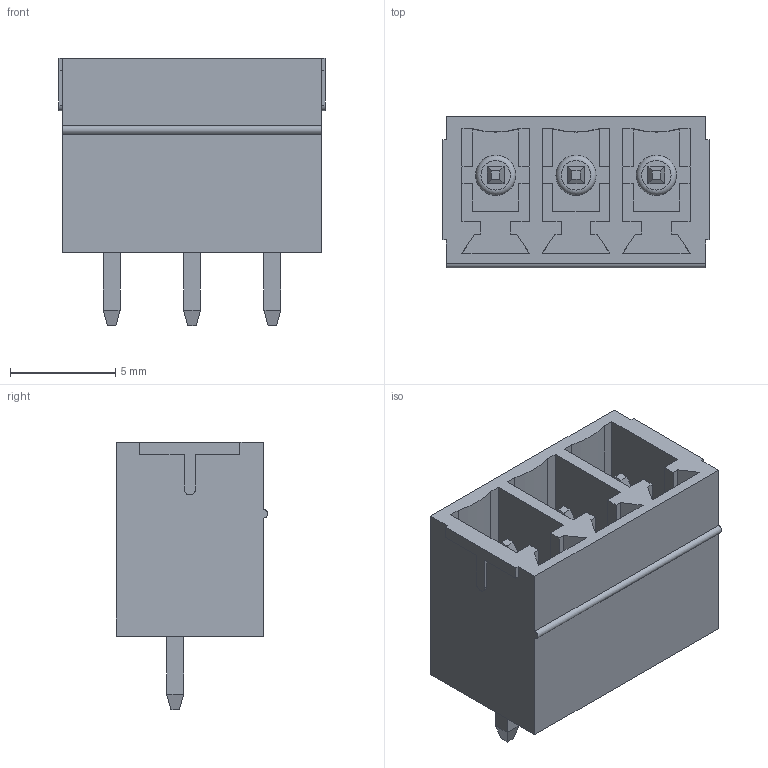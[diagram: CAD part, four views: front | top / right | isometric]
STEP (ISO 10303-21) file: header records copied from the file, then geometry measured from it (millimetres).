
FILE_DESCRIPTION( ( 'Unknown' ), '1' );
FILE_NAME( '691321300003.stp', 'Unknown', ( 'Unknown' ), ( 'Unknown' ), 'PSStep 14.0', 'Unknown', ' ' );
FILE_SCHEMA( ( 'AUTOMOTIVE_DESIGN { 1 0 10303 214 1 1 1 1 }' ) );
Length unit declared in the file: millimetre
Products named in the file (3): Assem1; 6913213000xx_PIN; 691321300003
Assembly tree (4 placements, depth 2):
  Assem1
    6913213000xx_PIN  x3
    691321300003
Bounding box: 12.62 x 7.2 x 12.7 mm (x, y, z)
Volume: 421.5 mm3; surface area: 1241.5 mm2
Topology: 4 solids, 4 shells, 195 faces, 522 edges, 338 vertices
Faces by surface type: plane 180, cylinder 12, torus 3
Full cylindrical faces by diameter (mm): 1.9 x3
Entity records: 6616 total; most frequent: CARTESIAN_POINT 932, ORIENTED_EDGE 914, DIRECTION 828, EDGE_CURVE 457, LINE 430, VECTOR 430, VERTEX_POINT 303, AXIS2_PLACEMENT_3D 199
